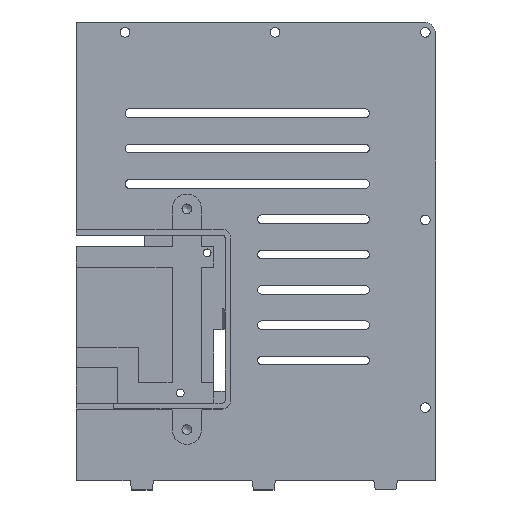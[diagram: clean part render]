
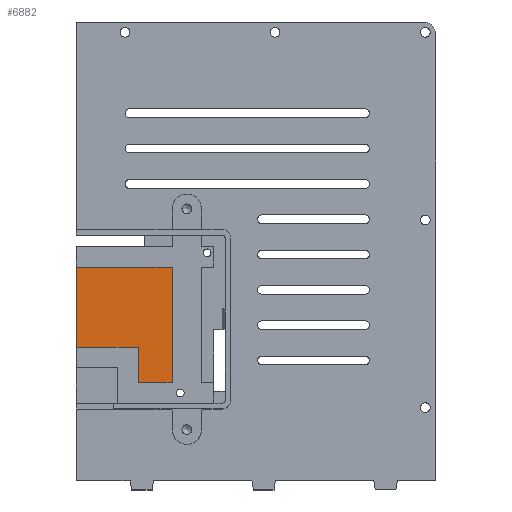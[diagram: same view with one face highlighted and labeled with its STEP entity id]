
A CAD part, top view. The second image highlights one B-rep face of the part: STEP entity #6882.
In plain terms, the highlighted planar face has unit normal (0, 0, 1).
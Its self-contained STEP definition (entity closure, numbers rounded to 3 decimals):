
#528 = PLANE('',#529);
#529 = AXIS2_PLACEMENT_3D('',#530,#531,#532);
#530 = CARTESIAN_POINT('',(0.,0.2,0.));
#531 = DIRECTION('',(-1.,0.,0.));
#532 = DIRECTION('',(0.,1.,0.));
#2878 = VERTEX_POINT('',#2879);
#2879 = CARTESIAN_POINT('',(0.,45.5,2.));
#2900 = EDGE_CURVE('',#2878,#2901,#2903,.T.);
#2901 = VERTEX_POINT('',#2902);
#2902 = CARTESIAN_POINT('',(0.,72.71,2.));
#2903 = SURFACE_CURVE('',#2904,(#2908,#2915),.PCURVE_S1.);
#2904 = LINE('',#2905,#2906);
#2905 = CARTESIAN_POINT('',(0.,0.2,2.));
#2906 = VECTOR('',#2907,1.);
#2907 = DIRECTION('',(0.,1.,0.));
#2908 = PCURVE('',#528,#2909);
#2909 = DEFINITIONAL_REPRESENTATION('',(#2910),#2914);
#2910 = LINE('',#2911,#2912);
#2911 = CARTESIAN_POINT('',(0.,-2.));
#2912 = VECTOR('',#2913,1.);
#2913 = DIRECTION('',(1.,0.));
#2914 = ( GEOMETRIC_REPRESENTATION_CONTEXT(2) 
PARAMETRIC_REPRESENTATION_CONTEXT() REPRESENTATION_CONTEXT('2D SPACE',''
  ) );
#2915 = PCURVE('',#2916,#2921);
#2916 = PLANE('',#2917);
#2917 = AXIS2_PLACEMENT_3D('',#2918,#2919,#2920);
#2918 = CARTESIAN_POINT('',(57.526,76.131,2.));
#2919 = DIRECTION('',(-0.,-0.,-1.));
#2920 = DIRECTION('',(-1.,0.,0.));
#2921 = DEFINITIONAL_REPRESENTATION('',(#2922),#2926);
#2922 = LINE('',#2923,#2924);
#2923 = CARTESIAN_POINT('',(57.526,-75.931));
#2924 = VECTOR('',#2925,1.);
#2925 = DIRECTION('',(0.,1.));
#2926 = ( GEOMETRIC_REPRESENTATION_CONTEXT(2) 
PARAMETRIC_REPRESENTATION_CONTEXT() REPRESENTATION_CONTEXT('2D SPACE',''
  ) );
#6745 = PLANE('',#6746);
#6746 = AXIS2_PLACEMENT_3D('',#6747,#6748,#6749);
#6747 = CARTESIAN_POINT('',(32.5,72.71,2.));
#6748 = DIRECTION('',(0.,-1.,0.));
#6749 = DIRECTION('',(-1.,0.,0.));
#6882 = ADVANCED_FACE('',(#6883),#2916,.F.);
#6883 = FACE_BOUND('',#6884,.F.);
#6884 = EDGE_LOOP('',(#6885,#6886,#6909,#6937,#6965,#6993));
#6885 = ORIENTED_EDGE('',*,*,#2900,.T.);
#6886 = ORIENTED_EDGE('',*,*,#6887,.F.);
#6887 = EDGE_CURVE('',#6888,#2901,#6890,.T.);
#6888 = VERTEX_POINT('',#6889);
#6889 = CARTESIAN_POINT('',(32.5,72.71,2.));
#6890 = SURFACE_CURVE('',#6891,(#6895,#6902),.PCURVE_S1.);
#6891 = LINE('',#6892,#6893);
#6892 = CARTESIAN_POINT('',(32.5,72.71,2.));
#6893 = VECTOR('',#6894,1.);
#6894 = DIRECTION('',(-1.,0.,0.));
#6895 = PCURVE('',#2916,#6896);
#6896 = DEFINITIONAL_REPRESENTATION('',(#6897),#6901);
#6897 = LINE('',#6898,#6899);
#6898 = CARTESIAN_POINT('',(25.026,-3.421));
#6899 = VECTOR('',#6900,1.);
#6900 = DIRECTION('',(1.,0.));
#6901 = ( GEOMETRIC_REPRESENTATION_CONTEXT(2) 
PARAMETRIC_REPRESENTATION_CONTEXT() REPRESENTATION_CONTEXT('2D SPACE',''
  ) );
#6902 = PCURVE('',#6745,#6903);
#6903 = DEFINITIONAL_REPRESENTATION('',(#6904),#6908);
#6904 = LINE('',#6905,#6906);
#6905 = CARTESIAN_POINT('',(0.,-0.));
#6906 = VECTOR('',#6907,1.);
#6907 = DIRECTION('',(1.,0.));
#6908 = ( GEOMETRIC_REPRESENTATION_CONTEXT(2) 
PARAMETRIC_REPRESENTATION_CONTEXT() REPRESENTATION_CONTEXT('2D SPACE',''
  ) );
#6909 = ORIENTED_EDGE('',*,*,#6910,.T.);
#6910 = EDGE_CURVE('',#6888,#6911,#6913,.T.);
#6911 = VERTEX_POINT('',#6912);
#6912 = CARTESIAN_POINT('',(32.5,33.5,2.));
#6913 = SURFACE_CURVE('',#6914,(#6918,#6925),.PCURVE_S1.);
#6914 = LINE('',#6915,#6916);
#6915 = CARTESIAN_POINT('',(32.5,72.71,2.));
#6916 = VECTOR('',#6917,1.);
#6917 = DIRECTION('',(0.,-1.,0.));
#6918 = PCURVE('',#2916,#6919);
#6919 = DEFINITIONAL_REPRESENTATION('',(#6920),#6924);
#6920 = LINE('',#6921,#6922);
#6921 = CARTESIAN_POINT('',(25.026,-3.421));
#6922 = VECTOR('',#6923,1.);
#6923 = DIRECTION('',(0.,-1.));
#6924 = ( GEOMETRIC_REPRESENTATION_CONTEXT(2) 
PARAMETRIC_REPRESENTATION_CONTEXT() REPRESENTATION_CONTEXT('2D SPACE',''
  ) );
#6925 = PCURVE('',#6926,#6931);
#6926 = PLANE('',#6927);
#6927 = AXIS2_PLACEMENT_3D('',#6928,#6929,#6930);
#6928 = CARTESIAN_POINT('',(32.5,72.71,2.));
#6929 = DIRECTION('',(1.,0.,0.));
#6930 = DIRECTION('',(0.,-1.,0.));
#6931 = DEFINITIONAL_REPRESENTATION('',(#6932),#6936);
#6932 = LINE('',#6933,#6934);
#6933 = CARTESIAN_POINT('',(0.,0.));
#6934 = VECTOR('',#6935,1.);
#6935 = DIRECTION('',(1.,0.));
#6936 = ( GEOMETRIC_REPRESENTATION_CONTEXT(2) 
PARAMETRIC_REPRESENTATION_CONTEXT() REPRESENTATION_CONTEXT('2D SPACE',''
  ) );
#6937 = ORIENTED_EDGE('',*,*,#6938,.F.);
#6938 = EDGE_CURVE('',#6939,#6911,#6941,.T.);
#6939 = VERTEX_POINT('',#6940);
#6940 = CARTESIAN_POINT('',(21.,33.5,2.));
#6941 = SURFACE_CURVE('',#6942,(#6946,#6953),.PCURVE_S1.);
#6942 = LINE('',#6943,#6944);
#6943 = CARTESIAN_POINT('',(21.,33.5,2.));
#6944 = VECTOR('',#6945,1.);
#6945 = DIRECTION('',(1.,0.,0.));
#6946 = PCURVE('',#2916,#6947);
#6947 = DEFINITIONAL_REPRESENTATION('',(#6948),#6952);
#6948 = LINE('',#6949,#6950);
#6949 = CARTESIAN_POINT('',(36.526,-42.631));
#6950 = VECTOR('',#6951,1.);
#6951 = DIRECTION('',(-1.,0.));
#6952 = ( GEOMETRIC_REPRESENTATION_CONTEXT(2) 
PARAMETRIC_REPRESENTATION_CONTEXT() REPRESENTATION_CONTEXT('2D SPACE',''
  ) );
#6953 = PCURVE('',#6954,#6959);
#6954 = PLANE('',#6955);
#6955 = AXIS2_PLACEMENT_3D('',#6956,#6957,#6958);
#6956 = CARTESIAN_POINT('',(21.,33.5,2.));
#6957 = DIRECTION('',(0.,1.,0.));
#6958 = DIRECTION('',(1.,0.,0.));
#6959 = DEFINITIONAL_REPRESENTATION('',(#6960),#6964);
#6960 = LINE('',#6961,#6962);
#6961 = CARTESIAN_POINT('',(0.,0.));
#6962 = VECTOR('',#6963,1.);
#6963 = DIRECTION('',(1.,0.));
#6964 = ( GEOMETRIC_REPRESENTATION_CONTEXT(2) 
PARAMETRIC_REPRESENTATION_CONTEXT() REPRESENTATION_CONTEXT('2D SPACE',''
  ) );
#6965 = ORIENTED_EDGE('',*,*,#6966,.F.);
#6966 = EDGE_CURVE('',#6967,#6939,#6969,.T.);
#6967 = VERTEX_POINT('',#6968);
#6968 = CARTESIAN_POINT('',(21.,45.5,2.));
#6969 = SURFACE_CURVE('',#6970,(#6974,#6981),.PCURVE_S1.);
#6970 = LINE('',#6971,#6972);
#6971 = CARTESIAN_POINT('',(21.,45.5,2.));
#6972 = VECTOR('',#6973,1.);
#6973 = DIRECTION('',(0.,-1.,0.));
#6974 = PCURVE('',#2916,#6975);
#6975 = DEFINITIONAL_REPRESENTATION('',(#6976),#6980);
#6976 = LINE('',#6977,#6978);
#6977 = CARTESIAN_POINT('',(36.526,-30.631));
#6978 = VECTOR('',#6979,1.);
#6979 = DIRECTION('',(0.,-1.));
#6980 = ( GEOMETRIC_REPRESENTATION_CONTEXT(2) 
PARAMETRIC_REPRESENTATION_CONTEXT() REPRESENTATION_CONTEXT('2D SPACE',''
  ) );
#6981 = PCURVE('',#6982,#6987);
#6982 = PLANE('',#6983);
#6983 = AXIS2_PLACEMENT_3D('',#6984,#6985,#6986);
#6984 = CARTESIAN_POINT('',(21.,45.5,2.));
#6985 = DIRECTION('',(1.,0.,0.));
#6986 = DIRECTION('',(0.,-1.,0.));
#6987 = DEFINITIONAL_REPRESENTATION('',(#6988),#6992);
#6988 = LINE('',#6989,#6990);
#6989 = CARTESIAN_POINT('',(0.,0.));
#6990 = VECTOR('',#6991,1.);
#6991 = DIRECTION('',(1.,0.));
#6992 = ( GEOMETRIC_REPRESENTATION_CONTEXT(2) 
PARAMETRIC_REPRESENTATION_CONTEXT() REPRESENTATION_CONTEXT('2D SPACE',''
  ) );
#6993 = ORIENTED_EDGE('',*,*,#6994,.F.);
#6994 = EDGE_CURVE('',#2878,#6967,#6995,.T.);
#6995 = SURFACE_CURVE('',#6996,(#7000,#7007),.PCURVE_S1.);
#6996 = LINE('',#6997,#6998);
#6997 = CARTESIAN_POINT('',(0.,45.5,2.));
#6998 = VECTOR('',#6999,1.);
#6999 = DIRECTION('',(1.,0.,0.));
#7000 = PCURVE('',#2916,#7001);
#7001 = DEFINITIONAL_REPRESENTATION('',(#7002),#7006);
#7002 = LINE('',#7003,#7004);
#7003 = CARTESIAN_POINT('',(57.526,-30.631));
#7004 = VECTOR('',#7005,1.);
#7005 = DIRECTION('',(-1.,0.));
#7006 = ( GEOMETRIC_REPRESENTATION_CONTEXT(2) 
PARAMETRIC_REPRESENTATION_CONTEXT() REPRESENTATION_CONTEXT('2D SPACE',''
  ) );
#7007 = PCURVE('',#7008,#7013);
#7008 = PLANE('',#7009);
#7009 = AXIS2_PLACEMENT_3D('',#7010,#7011,#7012);
#7010 = CARTESIAN_POINT('',(0.,45.5,2.));
#7011 = DIRECTION('',(0.,1.,0.));
#7012 = DIRECTION('',(1.,0.,0.));
#7013 = DEFINITIONAL_REPRESENTATION('',(#7014),#7018);
#7014 = LINE('',#7015,#7016);
#7015 = CARTESIAN_POINT('',(0.,0.));
#7016 = VECTOR('',#7017,1.);
#7017 = DIRECTION('',(1.,0.));
#7018 = ( GEOMETRIC_REPRESENTATION_CONTEXT(2) 
PARAMETRIC_REPRESENTATION_CONTEXT() REPRESENTATION_CONTEXT('2D SPACE',''
  ) );
